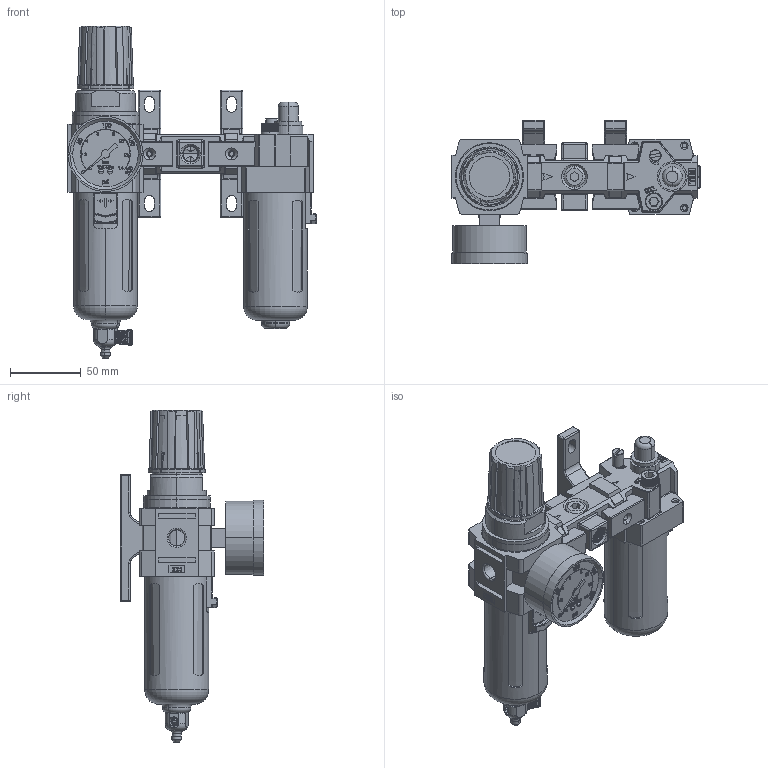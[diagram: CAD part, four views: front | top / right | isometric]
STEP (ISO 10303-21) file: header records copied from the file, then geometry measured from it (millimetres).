
FILE_DESCRIPTION (( 'STEP AP214' ), '1' );
FILE_NAME ('FRL554K.STEP', '2021-11-08T08:37:10', ( 'User' ), ( '' ), 'SwSTEP 2.0', 'SolidWorks 2014', '' );
FILE_SCHEMA (( 'AUTOMOTIVE_DESIGN' ));
Length unit declared in the file: millimetre
Products named in the file (50): C5048; F5003; FRL554K; C5047; L5002; 3分塞頭; L50; W5901-(2分孔); C5050; F5020; C5049; L8013; L8016; L8015; L50調油螺絲; L5001-A; R5010; R50調壓座; FR50; 2-埋入式壓力錶; F5012; F5010
Assembly tree (31 placements, depth 3):
  C5048
  FRL554K
    FR50
      W5901-(2分孔)
      L5002
      F5003
      F5010
      F5012
      F5020
      2-埋入式壓力錶
      R50調壓座
      R5010
    L50
      L5001-A
      F5003
      L5002
      L50調油螺絲
      L8015
      L8016
      L8013
      F5020
    C5047  x2
    C5048  x2
    C5049  x2
    C5050
    3分塞頭  x2
  C5047
  F5020
  FRL554K
    L50
      L8013
    C5050
Bounding box: 175.11 x 101.5 x 234.3 mm (x, y, z)
Volume: 408509.9 mm3; surface area: 241227.2 mm2
Topology: 26 solids, 26 shells, 3333 faces, 8526 edges, 5415 vertices
Faces by surface type: plane 1557, cylinder 973, bspline 413, cone 205, torus 159, sphere 26
Entity records: 115494 total; most frequent: CARTESIAN_POINT 42710, ORIENTED_EDGE 14886, DIRECTION 13441, EDGE_CURVE 7443, VERTEX_POINT 4769, AXIS2_PLACEMENT_3D 4645, VECTOR 4151, LINE 4151
